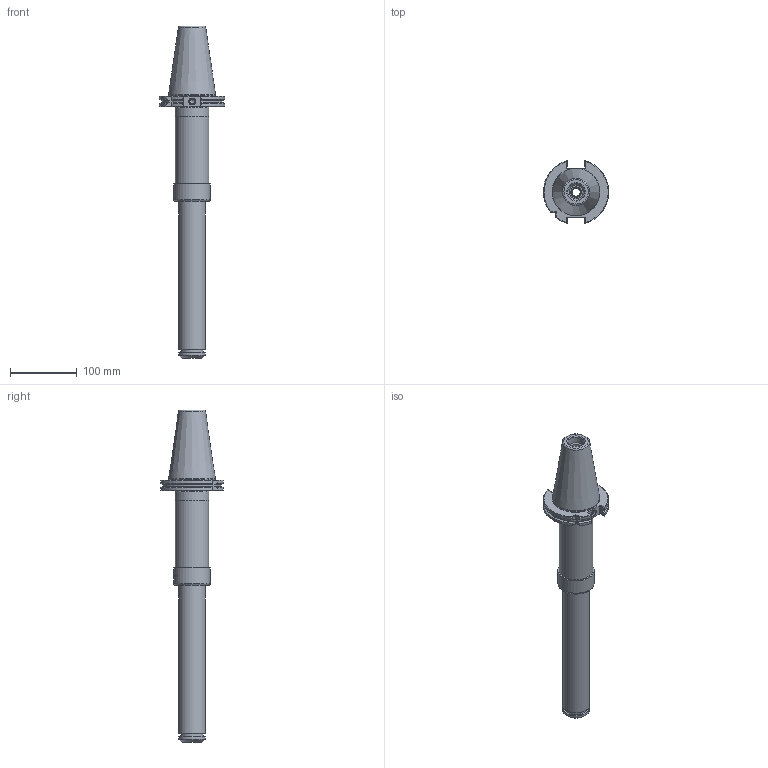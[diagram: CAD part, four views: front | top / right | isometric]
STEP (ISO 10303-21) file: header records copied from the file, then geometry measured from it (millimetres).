
FILE_DESCRIPTION(/* description */ (''),/* implementation_level */ '2;1');
FILE_NAME(/* name */ '885276230.stp',/* time_stamp */ '2023-03-15T12:15:05',/* author */ ('Ratnasingam Jekanthan'),/* organization */ ('REGO-FIX'),/* preprocessor_version */ ' Unknown',/* originating_system */ 'SIEMENS PLM Software Solid Edge ST10',/* authorization */ 'Unknown');
FILE_SCHEMA (('AUTOMOTIVE_DESIGN { 1 0 10303 214 2 1 1}'));
Length unit declared in the file: millimetre
Products named in the file (1): NOCUT
Bounding box: 97.32 x 93.58 x 495.6 mm (x, y, z)
Volume: 803380.8 mm3; surface area: 126321 mm2
Topology: 1 solids, 3 shells, 168 faces, 397 edges, 247 vertices
Faces by surface type: plane 57, cone 45, cylinder 40, torus 26
Full cylindrical faces by diameter (mm): 7 x1, 10 x1, 12 x1, 13 x1, 14 x1, 20.752 x2, 25 x2, 30.5 x1, 31.6 x1, 33 x1, 34 x1, 40 x2, 40.2 x1, 42 x1, 45 x1, 48.376 x2, 50 x1, 50.05 x1, 50.5 x1, 51.3 x1, 54.8 x1
Entity records: 5564 total; most frequent: CARTESIAN_POINT 869, DIRECTION 744, ORIENTED_EDGE 608, AXIS2_PLACEMENT_3D 320, EDGE_CURVE 304, FACE_BOUND 265, EDGE_LOOP 264, VERTEX_POINT 233
